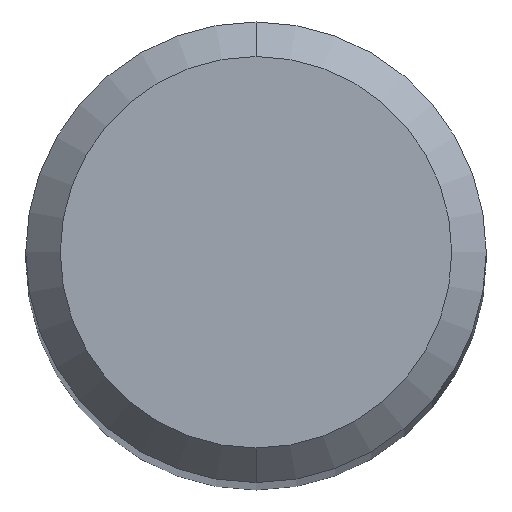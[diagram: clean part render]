
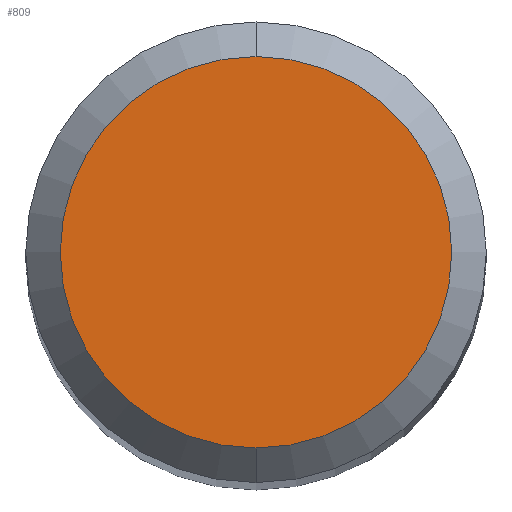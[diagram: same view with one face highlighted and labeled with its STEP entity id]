
A CAD part, top view. The second image highlights one B-rep face of the part: STEP entity #809.
In plain terms, the highlighted planar face has unit normal (0, 0, 1).
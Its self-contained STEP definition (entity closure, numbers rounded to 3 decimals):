
#481=VERTEX_POINT('',#1159);
#789=EDGE_CURVE('',#481,#811,#1499,.T.);
#809=ADVANCED_FACE('',(#1519),#1520,.T.);
#811=VERTEX_POINT('',#1522);
#975=EDGE_CURVE('',#811,#481,#1698,.T.);
#1159=CARTESIAN_POINT('',(0.0,1.7,0.0));
#1499=CIRCLE('',#3033,1.7);
#1519=FACE_OUTER_BOUND('',#3087,.T.);
#1520=PLANE('',#3088);
#1522=CARTESIAN_POINT('',(0.,-1.7,0.0));
#1698=CIRCLE('',#3647,1.7);
#3033=AXIS2_PLACEMENT_3D('',#4276,#4277,#4278);
#3087=EDGE_LOOP('',(#4287,#4288));
#3088=AXIS2_PLACEMENT_3D('',#4289,#4290,#4291);
#3647=AXIS2_PLACEMENT_3D('',#4506,#4507,#4508);
#4276=CARTESIAN_POINT('',(0.0,0.0,0.0));
#4277=DIRECTION('',(0.0,0.0,-1.0));
#4278=DIRECTION('',(0.0,1.0,0.0));
#4287=ORIENTED_EDGE('',*,*,#789,.F.);
#4288=ORIENTED_EDGE('',*,*,#975,.F.);
#4289=CARTESIAN_POINT('',(0.0,0.85,0.0));
#4290=DIRECTION('',(-0.0,0.0,1.0));
#4291=DIRECTION('',(0.0,-1.0,0.0));
#4506=CARTESIAN_POINT('',(0.0,0.0,0.0));
#4507=DIRECTION('',(0.0,0.0,-1.0));
#4508=DIRECTION('',(0.0,1.0,0.0));
